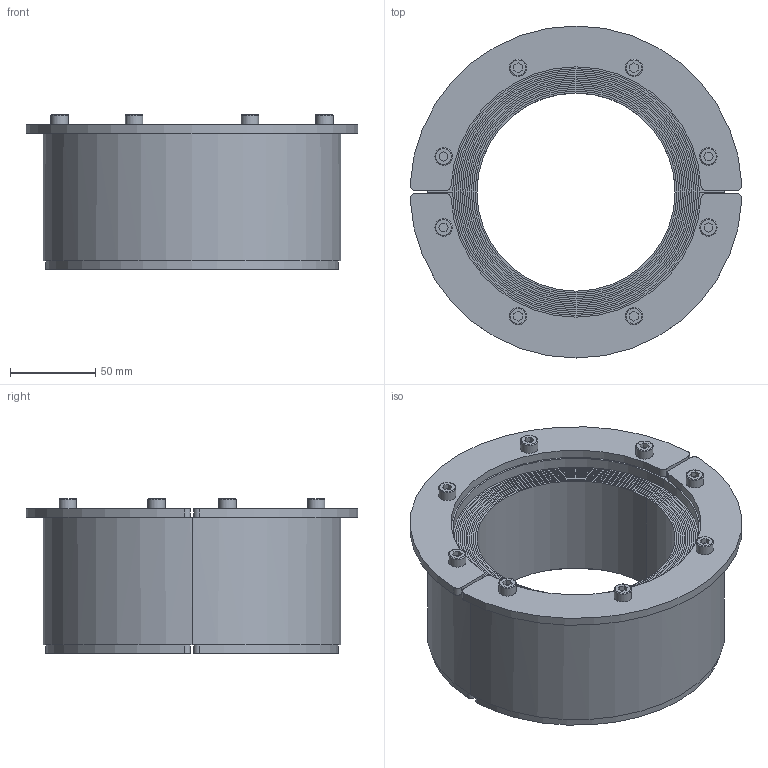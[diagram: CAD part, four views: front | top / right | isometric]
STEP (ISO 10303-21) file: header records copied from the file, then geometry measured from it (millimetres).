
FILE_DESCRIPTION(/* description */ (''),/* implementation_level */ '2;1');
FILE_NAME(/* name */ 'RS 175 AISI316 WOC.stp',/* time_stamp */ '2025-08-13T13:53:11+02:00',/* author */ ('se-marfre'),/* organization */ (''),/* preprocessor_version */ 'ST-DEVELOPER v19.2',/* originating_system */ 'Autodesk Inventor 2023',/* authorisation */ '');
FILE_SCHEMA (('CONFIG_CONTROL_DESIGN'));
Length unit declared in the file: millimetre
Products named in the file (1): RS 175 AISI316 WOC
Bounding box: 194.83 x 195 x 91 mm (x, y, z)
Volume: 1030059 mm3; surface area: 128416.8 mm2
Topology: 1 solids, 201 shells, 1006 faces, 2750 edges, 1786 vertices
Faces by surface type: cone 392, cylinder 256, torus 200, plane 158
Full cylindrical faces by diameter (mm): 4.917 x48, 5.8 x152, 6 x8, 6.2 x8, 10.22 x8
Entity records: 34312 total; most frequent: DIRECTION 6638, CARTESIAN_POINT 5543, ORIENTED_EDGE 5500, AXIS2_PLACEMENT_3D 2881, EDGE_CURVE 2750, CIRCLE 1874, VERTEX_POINT 1786, EDGE_LOOP 1048
